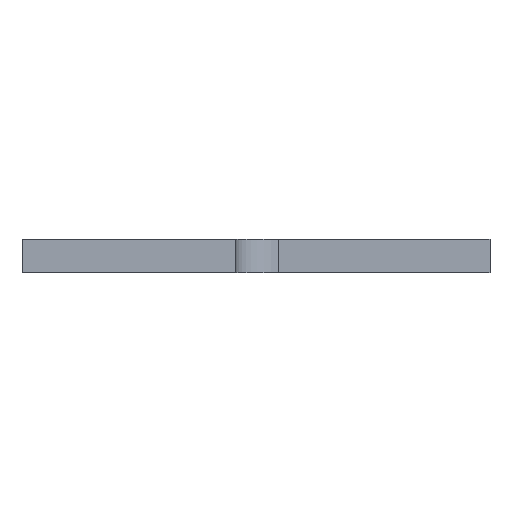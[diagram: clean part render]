
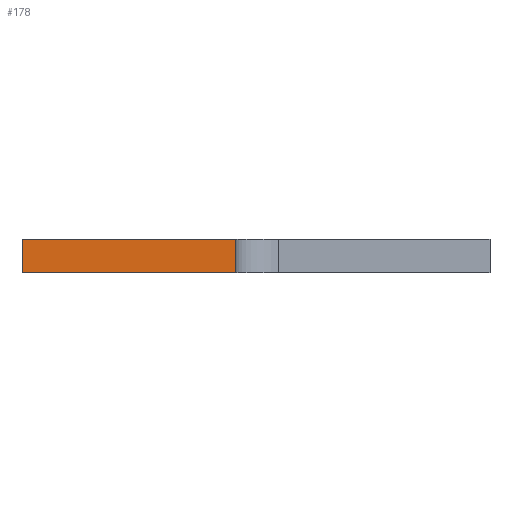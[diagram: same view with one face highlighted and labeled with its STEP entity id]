
A CAD part, left-side view. The second image highlights one B-rep face of the part: STEP entity #178.
In plain terms, the highlighted planar face has unit normal (-1, 0, 0).
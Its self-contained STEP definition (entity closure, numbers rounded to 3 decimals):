
#49 = DIRECTION ( 'NONE',  ( 0., 0., 1. ) ) ;
#53 = ORIENTED_EDGE ( 'NONE', *, *, #587, .T. ) ;
#59 = VECTOR ( 'NONE', #492, 1000. ) ;
#82 = CARTESIAN_POINT ( 'NONE',  ( -67.5, 20., 1.35 ) ) ;
#125 = CARTESIAN_POINT ( 'NONE',  ( -67.5, 20., 1.35 ) ) ;
#132 = CARTESIAN_POINT ( 'NONE',  ( -67.5, 20., 1.35 ) ) ;
#161 = VECTOR ( 'NONE', #319, 1000. ) ;
#178 = ADVANCED_FACE ( 'NONE', ( #314 ), #525, .T. ) ;
#189 = VECTOR ( 'NONE', #659, 1000. ) ;
#208 = LINE ( 'NONE', #82, #59 ) ;
#248 = CARTESIAN_POINT ( 'NONE',  ( -67.5, 20., 1.35 ) ) ;
#260 = CARTESIAN_POINT ( 'NONE',  ( -67.5, 20., 7.7 ) ) ;
#261 = CARTESIAN_POINT ( 'NONE',  ( -67.5, 20., 7.7 ) ) ;
#263 = VERTEX_POINT ( 'NONE', #261 ) ;
#282 = ORIENTED_EDGE ( 'NONE', *, *, #694, .T. ) ;
#314 = FACE_OUTER_BOUND ( 'NONE', #533, .T. ) ;
#318 = EDGE_CURVE ( 'NONE', #836, #263, #208, .T. ) ;
#319 = DIRECTION ( 'NONE',  ( 0., -1., 0. ) ) ;
#329 = AXIS2_PLACEMENT_3D ( 'NONE', #125, #396, #49 ) ;
#396 = DIRECTION ( 'NONE',  ( -1., 0., 0. ) ) ;
#492 = DIRECTION ( 'NONE',  ( 0., 0., 1. ) ) ;
#525 = PLANE ( 'NONE',  #329 ) ;
#531 = VECTOR ( 'NONE', #791, 1000. ) ;
#533 = EDGE_LOOP ( 'NONE', ( #53, #282, #573, #778 ) ) ;
#535 = LINE ( 'NONE', #260, #189 ) ;
#573 = ORIENTED_EDGE ( 'NONE', *, *, #624, .F. ) ;
#587 = EDGE_CURVE ( 'NONE', #836, #873, #606, .T. ) ;
#606 = LINE ( 'NONE', #248, #161 ) ;
#624 = EDGE_CURVE ( 'NONE', #263, #687, #535, .T. ) ;
#659 = DIRECTION ( 'NONE',  ( 0., -1., 0. ) ) ;
#687 = VERTEX_POINT ( 'NONE', #738 ) ;
#694 = EDGE_CURVE ( 'NONE', #873, #687, #875, .T. ) ;
#738 = CARTESIAN_POINT ( 'NONE',  ( -67.5, -20., 7.7 ) ) ;
#778 = ORIENTED_EDGE ( 'NONE', *, *, #318, .F. ) ;
#791 = DIRECTION ( 'NONE',  ( 0., 0., 1. ) ) ;
#813 = CARTESIAN_POINT ( 'NONE',  ( -67.5, -20., 1.35 ) ) ;
#836 = VERTEX_POINT ( 'NONE', #132 ) ;
#866 = CARTESIAN_POINT ( 'NONE',  ( -67.5, -20., 1.35 ) ) ;
#873 = VERTEX_POINT ( 'NONE', #813 ) ;
#875 = LINE ( 'NONE', #866, #531 ) ;
